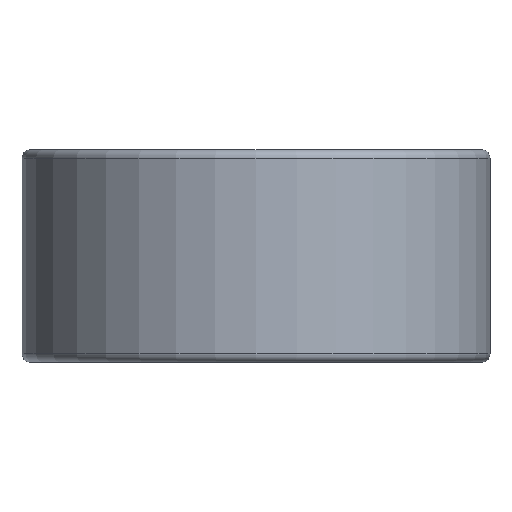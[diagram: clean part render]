
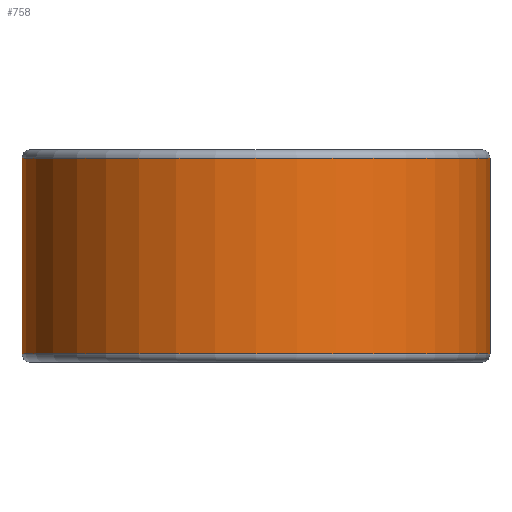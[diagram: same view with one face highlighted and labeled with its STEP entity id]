
A CAD part, left-side view. The second image highlights one B-rep face of the part: STEP entity #758.
In plain terms, the highlighted cylindrical face has radius 55 mm (diameter 110 mm), a partial arc.
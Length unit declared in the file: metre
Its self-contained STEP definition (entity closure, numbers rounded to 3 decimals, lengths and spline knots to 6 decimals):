
#64=DIRECTION('',(0.,0.,-1.));
#65=VECTOR('',#64,0.046);
#66=CARTESIAN_POINT('',(-0.01,-0.055,0.023));
#67=LINE('',#66,#65);
#251=DIRECTION('',(0.,0.,-1.));
#252=VECTOR('',#251,0.046);
#253=CARTESIAN_POINT('',(-0.01,0.055,0.023));
#254=LINE('',#253,#252);
#263=CARTESIAN_POINT('',(-0.01,0.,0.023));
#264=DIRECTION('',(0.,0.,-1.));
#265=DIRECTION('',(0.,-1.,0.));
#266=AXIS2_PLACEMENT_3D('',#263,#264,#265);
#268=CARTESIAN_POINT('',(-0.01,0.,-0.023));
#269=DIRECTION('',(0.,0.,1.));
#270=DIRECTION('',(0.,1.,0.));
#271=AXIS2_PLACEMENT_3D('',#268,#269,#270);
#345=CARTESIAN_POINT('',(-0.01,0.055,0.023));
#347=VERTEX_POINT('',#345);
#357=CARTESIAN_POINT('',(-0.01,-0.055,0.023));
#358=VERTEX_POINT('',#357);
#369=CARTESIAN_POINT('',(-0.01,-0.055,-0.023));
#370=VERTEX_POINT('',#369);
#371=CARTESIAN_POINT('',(-0.01,0.055,-0.023));
#372=VERTEX_POINT('',#371);
#745=CARTESIAN_POINT('',(-0.01,0.,0.096192));
#746=DIRECTION('',(0.,0.,-1.));
#747=DIRECTION('',(-1.,0.,0.));
#748=AXIS2_PLACEMENT_3D('',#745,#746,#747);
#749=CYLINDRICAL_SURFACE('',#748,0.055);
#751=ORIENTED_EDGE('',*,*,#750,.F.);
#752=ORIENTED_EDGE('',*,*,#444,.T.);
#754=ORIENTED_EDGE('',*,*,#753,.F.);
#755=ORIENTED_EDGE('',*,*,#732,.F.);
#756=EDGE_LOOP('',(#751,#752,#754,#755));
#757=FACE_OUTER_BOUND('',#756,.F.);
#758=ADVANCED_FACE('',(#757),#749,.T.);
#267=CIRCLE('',#266,0.055);
#272=CIRCLE('',#271,0.055);
#444=EDGE_CURVE('',#358,#370,#67,.T.);
#732=EDGE_CURVE('',#347,#372,#254,.T.);
#750=EDGE_CURVE('',#358,#347,#267,.T.);
#753=EDGE_CURVE('',#372,#370,#272,.T.);
